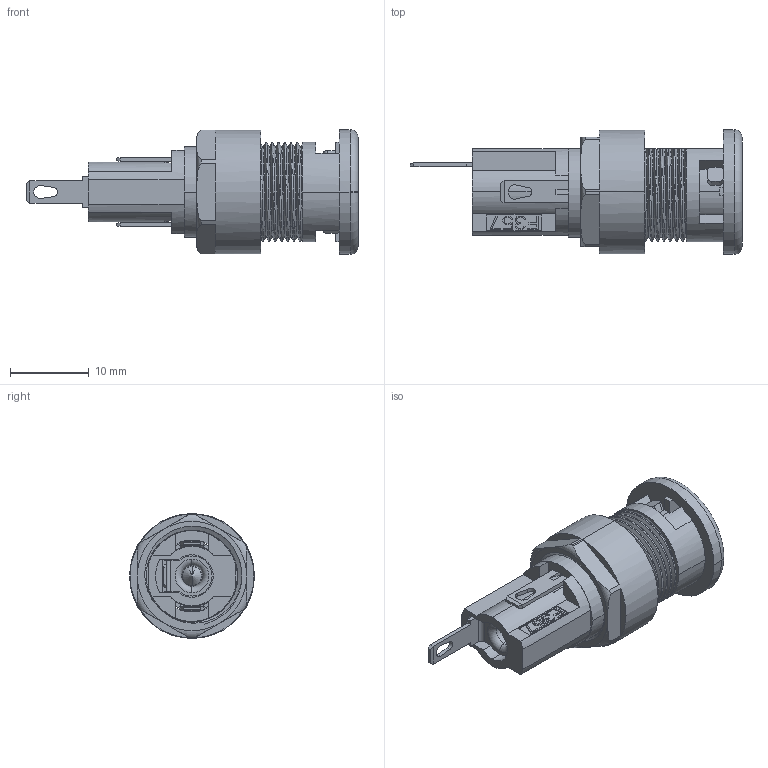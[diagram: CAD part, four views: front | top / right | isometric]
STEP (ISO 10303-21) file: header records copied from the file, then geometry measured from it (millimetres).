
FILE_DESCRIPTION(('STEP AP242'),'1');
FILE_NAME('fx0357.stp','2023-04-07T21:45:00',('TraceParts'),('TraceParts S.A.'),'Spatial InterOp 3D',' ',' ');
FILE_SCHEMA(('AP242_MANAGED_MODEL_BASED_3D_ENGINEERING_MIM_LF {1 0 10303 442 1 1 4}'));
Length unit declared in the file: millimetre
Products named in the file (1): fx0357
Bounding box: 42.22 x 15.88 x 15.88 mm (x, y, z)
Volume: 2683.3 mm3; surface area: 5043.7 mm2
Topology: 1 solids, 1 shells, 488 faces, 1416 edges, 915 vertices
Faces by surface type: plane 273, cylinder 111, bspline 82, torus 20, cone 2
Entity records: 27897 total; most frequent: CARTESIAN_POINT 15719, ORIENTED_EDGE 2828, DIRECTION 2107, EDGE_CURVE 1414, VERTEX_POINT 915, LINE 835, VECTOR 835, AXIS2_PLACEMENT_3D 636
